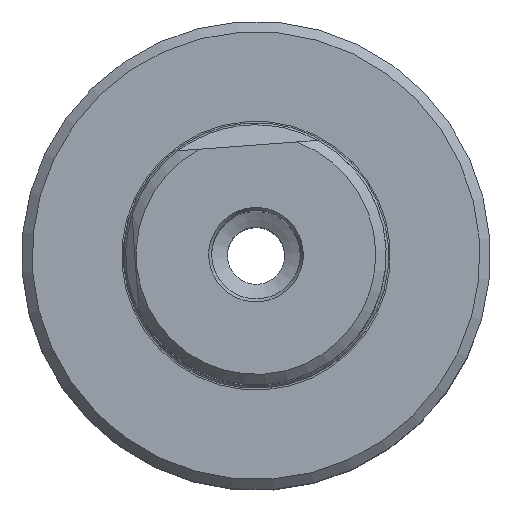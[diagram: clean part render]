
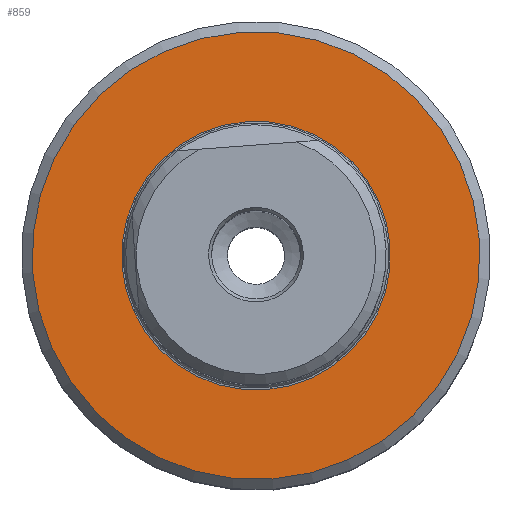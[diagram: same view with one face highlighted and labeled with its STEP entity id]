
A CAD part, top view. The second image highlights one B-rep face of the part: STEP entity #859.
In plain terms, the highlighted planar face has unit normal (0, 0, 1).
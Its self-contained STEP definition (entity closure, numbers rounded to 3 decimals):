
#139=ORIENTED_EDGE('',*,*,#325,.T.);
#140=ORIENTED_EDGE('',*,*,#326,.F.);
#325=EDGE_CURVE('',#415,#415,#484,.T.);
#326=EDGE_CURVE('',#416,#416,#485,.T.);
#415=VERTEX_POINT('',#1490);
#416=VERTEX_POINT('',#1492);
#484=CIRCLE('',#962,12.9);
#485=CIRCLE('',#963,21.5);
#561=EDGE_LOOP('',(#139));
#562=EDGE_LOOP('',(#140));
#699=FACE_BOUND('',#561,.T.);
#700=FACE_BOUND('',#562,.T.);
#832=PLANE('',#961);
#859=ADVANCED_FACE('',(#699,#700),#832,.T.);
#961=AXIS2_PLACEMENT_3D('',#1488,#1149,#1150);
#962=AXIS2_PLACEMENT_3D('',#1489,#1151,#1152);
#963=AXIS2_PLACEMENT_3D('',#1491,#1153,#1154);
#1149=DIRECTION('',(0.,0.,1.));
#1150=DIRECTION('',(0.997,0.074,0.));
#1151=DIRECTION('',(0.,0.,-1.));
#1152=DIRECTION('',(0.997,0.074,0.));
#1153=DIRECTION('',(0.,0.,-1.));
#1154=DIRECTION('',(-0.997,-0.074,0.));
#1488=CARTESIAN_POINT('',(0.927,-12.466,0.));
#1489=CARTESIAN_POINT('',(0.,0.,0.));
#1490=CARTESIAN_POINT('',(12.864,0.957,0.));
#1491=CARTESIAN_POINT('',(0.,0.,0.));
#1492=CARTESIAN_POINT('',(-21.441,-1.594,0.));
